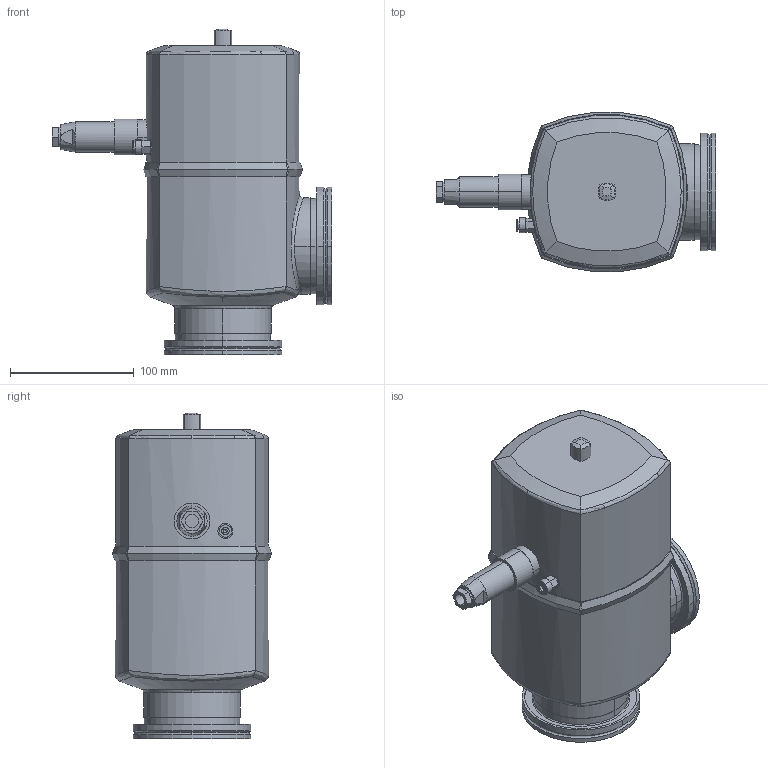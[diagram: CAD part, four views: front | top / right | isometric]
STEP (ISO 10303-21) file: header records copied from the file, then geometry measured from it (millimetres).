
FILE_DESCRIPTION((''),'2;1');
FILE_NAME('PFB16032.stp','2004-06-24T10:23:04',('KAA'),(''),'Autodesk Inventor (R) 6.0','Autodesk Inventor (R) 6.0','');
FILE_SCHEMA(('AUTOMOTIVE_DESIGN { 1 0 10303 214 1 1 1 1 }'));
Length unit declared in the file: millimetre
Products named in the file (1): PFB16032
Bounding box: 226 x 128.85 x 263.5 mm (x, y, z)
Volume: 1901302.3 mm3; surface area: 215043 mm2
Topology: 1 solids, 6 shells, 239 faces, 543 edges, 333 vertices
Faces by surface type: cylinder 78, plane 71, cone 42, bspline 38, torus 10
Entity records: 8299 total; most frequent: CARTESIAN_POINT 2940, DIRECTION 1194, ORIENTED_EDGE 1066, EDGE_CURVE 533, AXIS2_PLACEMENT_3D 509, VERTEX_POINT 333, CIRCLE 301, EDGE_LOOP 268
